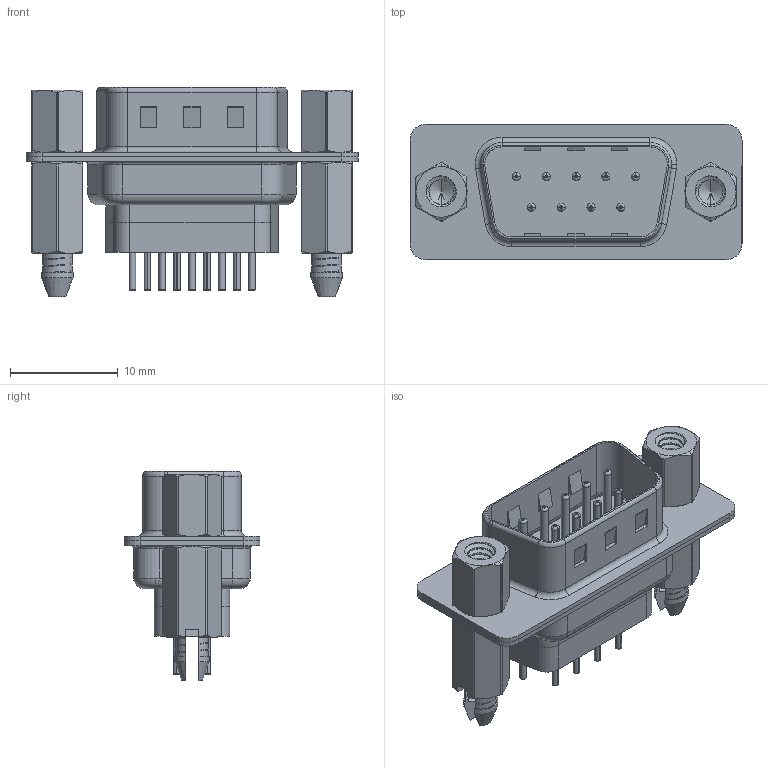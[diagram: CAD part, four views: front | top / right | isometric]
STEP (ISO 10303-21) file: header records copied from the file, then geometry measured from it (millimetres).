
FILE_DESCRIPTION (( 'STEP AP203' ), '1' );
FILE_NAME ('627-009-228-047.STEP', '2020-07-21T15:00:47', ( '' ), ( '' ), 'SwSTEP 2.0', 'SolidWorks 2020', '' );
FILE_SCHEMA (( 'CONFIG_CONTROL_DESIGN' ));
Length unit declared in the file: millimetre
Products named in the file (8): 627 Contact Row 2_28L; 627-009-228-047; 627 4-40 Threaded Boardlock_FF; 627 Shell Front_09 Contacts; 627 4-40 Hex Standoff; 627 Contact Row 1_28L; 627 Shell Rear_09 Contacts; 627 Housing_09 FF
Assembly tree (16 placements, depth 2):
  627-009-228-047
    627 Housing_09 FF
    627 Shell Front_09 Contacts
    627 Shell Rear_09 Contacts
    627 Contact Row 1_28L  x5
    627 Contact Row 2_28L  x4
    627 4-40 Hex Standoff  x2
    627 4-40 Threaded Boardlock_FF  x2
Bounding box: 30.8 x 12.6 x 19.4 mm (x, y, z)
Volume: 1953.1 mm3; surface area: 5340 mm2
Topology: 17 solids, 17 shells, 1497 faces, 3971 edges, 2499 vertices
Faces by surface type: cylinder 623, plane 383, torus 299, cone 126, bspline 66
Entity records: 40599 total; most frequent: CARTESIAN_POINT 22680, ORIENTED_EDGE 3594, DIRECTION 3546, EDGE_CURVE 1797, AXIS2_PLACEMENT_3D 1403, VERTEX_POINT 1148, EDGE_LOOP 783, VECTOR 740
